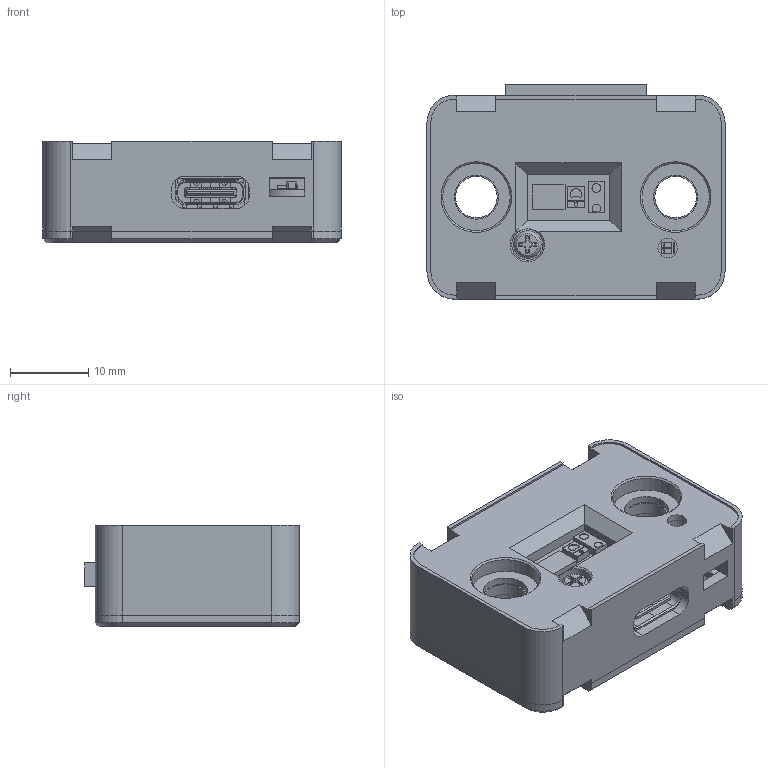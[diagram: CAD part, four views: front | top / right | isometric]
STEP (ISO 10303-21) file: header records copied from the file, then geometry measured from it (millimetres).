
FILE_DESCRIPTION(/* description */ ('STEP AP242','CAx-IF Rec.Pracs.---Representation and Presentation of Product Manufacturing Information (PMI)---4.0---2014-10-13','CAx-IF Rec.Pracs.---3D Tessellated Geometry---0.4---2014-09-14','2;1'),/* implementation_level */ '2;1');
FILE_NAME(/* name */ '675caf5aa9ebdd66e6371dda',/* time_stamp */ '2024-12-13T22:04:11Z',/* author */ (''),/* organization */ (''),/* preprocessor_version */ 'ST-DEVELOPER v20',/* originating_system */ 'ONSHAPE BY PTC INC, 1.191',/* authorisation */ ' ');
FILE_SCHEMA (('AP242_MANAGED_MODEL_BASED_3D_ENGINEERING_MIM_LF { 1 0 10303 442 1 1 4 }'));
Length unit declared in the file: metre
Products named in the file (49): 004-1-00-A-00-00_simplified; LED; 004-3-00-A-00-02_PCB; USB_C_Receptacle_16P_TopMnt_Horizontal_GCT_USB4105-xx-A; APDS-9151; 004-1-00-P-00-00; S08B-PASK-2; Fusion_sp; C_0402_1005Metric_2; LED_0603_1608Metric_1; LED_0603_1608Metric; 004-2-01-P-99461A916-01; 4020_01; 004-1-00-P-01-00
Assembly tree (48 placements, depth 2):
  004-1-00-A-00-00_simplified
    LED
    004-3-00-A-00-02_PCB
    USB_C_Receptacle_16P_TopMnt_Horizontal_GCT_USB4105-xx-A
    USB_C_Receptacle_16P_TopMnt_Horizontal_GCT_USB4105-xx-A
    USB_C_Receptacle_16P_TopMnt_Horizontal_GCT_USB4105-xx-A
    USB_C_Receptacle_16P_TopMnt_Horizontal_GCT_USB4105-xx-A
    APDS-9151
    USB_C_Receptacle_16P_TopMnt_Horizontal_GCT_USB4105-xx-A
    USB_C_Receptacle_16P_TopMnt_Horizontal_GCT_USB4105-xx-A
    USB_C_Receptacle_16P_TopMnt_Horizontal_GCT_USB4105-xx-A
    USB_C_Receptacle_16P_TopMnt_Horizontal_GCT_USB4105-xx-A
    USB_C_Receptacle_16P_TopMnt_Horizontal_GCT_USB4105-xx-A
    USB_C_Receptacle_16P_TopMnt_Horizontal_GCT_USB4105-xx-A
    USB_C_Receptacle_16P_TopMnt_Horizontal_GCT_USB4105-xx-A
    USB_C_Receptacle_16P_TopMnt_Horizontal_GCT_USB4105-xx-A
    USB_C_Receptacle_16P_TopMnt_Horizontal_GCT_USB4105-xx-A
    USB_C_Receptacle_16P_TopMnt_Horizontal_GCT_USB4105-xx-A
    USB_C_Receptacle_16P_TopMnt_Horizontal_GCT_USB4105-xx-A
    USB_C_Receptacle_16P_TopMnt_Horizontal_GCT_USB4105-xx-A
    USB_C_Receptacle_16P_TopMnt_Horizontal_GCT_USB4105-xx-A
    USB_C_Receptacle_16P_TopMnt_Horizontal_GCT_USB4105-xx-A
    USB_C_Receptacle_16P_TopMnt_Horizontal_GCT_USB4105-xx-A
    USB_C_Receptacle_16P_TopMnt_Horizontal_GCT_USB4105-xx-A
    USB_C_Receptacle_16P_TopMnt_Horizontal_GCT_USB4105-xx-A
    USB_C_Receptacle_16P_TopMnt_Horizontal_GCT_USB4105-xx-A
    USB_C_Receptacle_16P_TopMnt_Horizontal_GCT_USB4105-xx-A
    USB_C_Receptacle_16P_TopMnt_Horizontal_GCT_USB4105-xx-A
    USB_C_Receptacle_16P_TopMnt_Horizontal_GCT_USB4105-xx-A
    004-1-00-P-00-00
    S08B-PASK-2
    Fusion_sp
    C_0402_1005Metric_2
    USB_C_Receptacle_16P_TopMnt_Horizontal_GCT_USB4105-xx-A
    USB_C_Receptacle_16P_TopMnt_Horizontal_GCT_USB4105-xx-A
    USB_C_Receptacle_16P_TopMnt_Horizontal_GCT_USB4105-xx-A
    USB_C_Receptacle_16P_TopMnt_Horizontal_GCT_USB4105-xx-A
    USB_C_Receptacle_16P_TopMnt_Horizontal_GCT_USB4105-xx-A
    USB_C_Receptacle_16P_TopMnt_Horizontal_GCT_USB4105-xx-A
    USB_C_Receptacle_16P_TopMnt_Horizontal_GCT_USB4105-xx-A
    USB_C_Receptacle_16P_TopMnt_Horizontal_GCT_USB4105-xx-A
    LED_0603_1608Metric_1
    USB_C_Receptacle_16P_TopMnt_Horizontal_GCT_USB4105-xx-A
    LED_0603_1608Metric
    USB_C_Receptacle_16P_TopMnt_Horizontal_GCT_USB4105-xx-A
    004-2-01-P-99461A916-01
    USB_C_Receptacle_16P_TopMnt_Horizontal_GCT_USB4105-xx-A
    4020_01
    004-1-00-P-01-00
Bounding box: 38 x 27.32 x 12.95 mm (x, y, z)
Volume: 6144.8 mm3; surface area: 10590.5 mm2
Topology: 48 solids, 48 shells, 1332 faces, 3498 edges, 2282 vertices
Faces by surface type: plane 947, cylinder 308, cone 38, bspline 20, torus 15, sphere 4
Full cylindrical faces by diameter (mm): 0.4 x8, 0.5 x3, 0.65 x2, 0.8 x12, 0.9 x2, 0.991 x3, 1.1 x2, 1.135 x1, 1.65 x1, 2 x8, 2.2 x1, 2.4 x1, 2.5 x1, 3 x1, 3.5 x1, 4 x1, 5 x1, 5.3 x2, 5.613 x4, 8 x2, 8.6 x2
Entity records: 44266 total; most frequent: CARTESIAN_POINT 9823, ORIENTED_EDGE 6776, DIRECTION 6664, EDGE_CURVE 3388, LINE 2640, VECTOR 2640, VERTEX_POINT 2255, AXIS2_PLACEMENT_3D 2012
